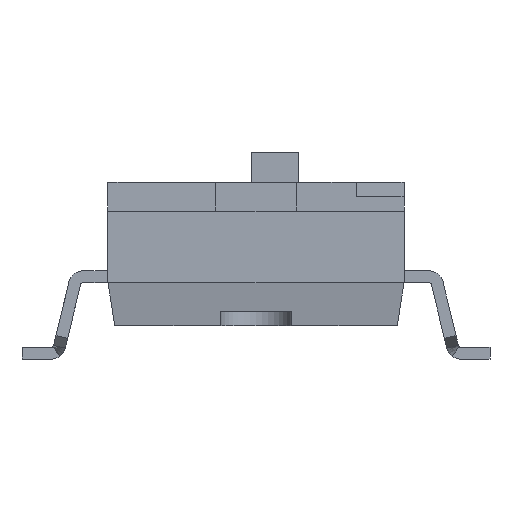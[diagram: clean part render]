
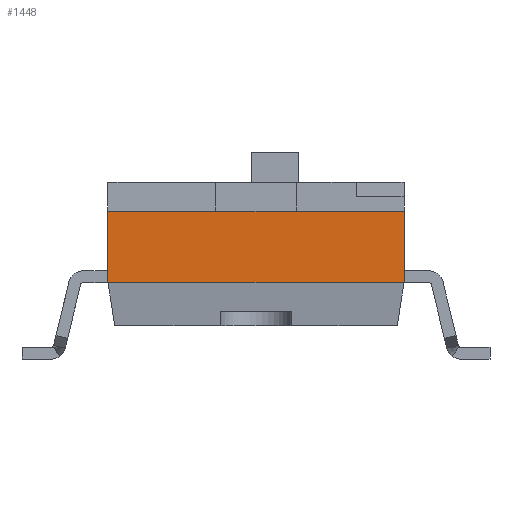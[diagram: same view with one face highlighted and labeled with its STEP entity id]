
A CAD part, left-side view. The second image highlights one B-rep face of the part: STEP entity #1448.
In plain terms, the highlighted planar face has unit normal (-1, 0, 0).
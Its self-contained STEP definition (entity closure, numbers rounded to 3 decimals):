
#1448 = ADVANCED_FACE( '', ( #2822 ), #2823, .T. );
#2822 = FACE_OUTER_BOUND( '', #4207, .T. );
#2823 = PLANE( '', #4208 );
#4207 = EDGE_LOOP( '', ( #8145, #8146, #8147, #8148 ) );
#4208 = AXIS2_PLACEMENT_3D( '', #8149, #8150, #8151 );
#8145 = ORIENTED_EDGE( '', *, *, #9809, .F. );
#8146 = ORIENTED_EDGE( '', *, *, #10049, .F. );
#8147 = ORIENTED_EDGE( '', *, *, #10230, .T. );
#8148 = ORIENTED_EDGE( '', *, *, #9549, .F. );
#8149 = CARTESIAN_POINT( '', ( -6.82, 3.1, -2.4 ) );
#8150 = DIRECTION( '', ( -1., 0., 0. ) );
#8151 = DIRECTION( '', ( 0., 0., 1. ) );
#9549 = EDGE_CURVE( '', #11736, #11737, #11738, .T. );
#9809 = EDGE_CURVE( '', #12137, #11736, #12139, .T. );
#10049 = EDGE_CURVE( '', #11295, #12137, #12459, .T. );
#10230 = EDGE_CURVE( '', #11295, #11737, #12667, .T. );
#11295 = VERTEX_POINT( '', #14187 );
#11736 = VERTEX_POINT( '', #14929 );
#11737 = VERTEX_POINT( '', #14930 );
#11738 = LINE( '', #14931, #14932 );
#12137 = VERTEX_POINT( '', #15782 );
#12139 = LINE( '', #15785, #15786 );
#12459 = LINE( '', #16334, #16335 );
#12667 = LINE( '', #16662, #16663 );
#14187 = CARTESIAN_POINT( '', ( -6.82, -3.1, -1.5 ) );
#14929 = CARTESIAN_POINT( '', ( -6.82, 3.1, 0. ) );
#14930 = CARTESIAN_POINT( '', ( -6.82, -3.1, 0. ) );
#14931 = CARTESIAN_POINT( '', ( -6.82, 3.1, 0. ) );
#14932 = VECTOR( '', #17610, 1000. );
#15782 = CARTESIAN_POINT( '', ( -6.82, 3.1, -1.5 ) );
#15785 = CARTESIAN_POINT( '', ( -6.82, 3.1, -2.4 ) );
#15786 = VECTOR( '', #17778, 1000. );
#16334 = CARTESIAN_POINT( '', ( -6.82, -15.174, -1.5 ) );
#16335 = VECTOR( '', #17975, 1000. );
#16662 = CARTESIAN_POINT( '', ( -6.82, -3.1, -2.4 ) );
#16663 = VECTOR( '', #18089, 1000. );
#17610 = DIRECTION( '', ( 0., -1., 0. ) );
#17778 = DIRECTION( '', ( 0., 0., 1. ) );
#17975 = DIRECTION( '', ( 0., 1., 0. ) );
#18089 = DIRECTION( '', ( 0., 0., 1. ) );
